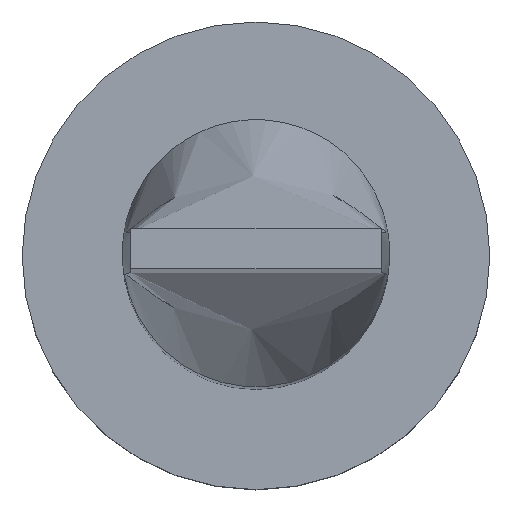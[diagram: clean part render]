
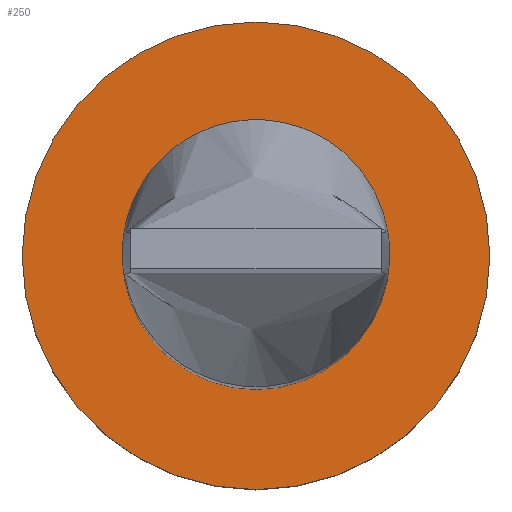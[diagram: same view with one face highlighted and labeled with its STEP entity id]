
A CAD part, top view. The second image highlights one B-rep face of the part: STEP entity #250.
In plain terms, the highlighted planar face has unit normal (0, 0, 1).
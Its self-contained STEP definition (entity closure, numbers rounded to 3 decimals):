
#9 = VERTEX_POINT ( 'NONE', #192 ) ;
#18 = AXIS2_PLACEMENT_3D ( 'NONE', #345, #313, #475 ) ;
#25 = AXIS2_PLACEMENT_3D ( 'NONE', #485, #89, #265 ) ;
#28 = CARTESIAN_POINT ( 'NONE',  ( 0., 0., 5. ) ) ;
#43 = EDGE_LOOP ( 'NONE', ( #450, #220 ) ) ;
#78 = CARTESIAN_POINT ( 'NONE',  ( -4., 0., 5. ) ) ;
#89 = DIRECTION ( 'NONE',  ( 0., 0., 1. ) ) ;
#97 = CARTESIAN_POINT ( 'NONE',  ( 7., 0., 5. ) ) ;
#102 = EDGE_CURVE ( 'NONE', #495, #434, #351, .T. ) ;
#112 = CIRCLE ( 'NONE', #234, 4. ) ;
#188 = ORIENTED_EDGE ( 'NONE', *, *, #412, .T. ) ;
#192 = CARTESIAN_POINT ( 'NONE',  ( -7., 0., 5. ) ) ;
#215 = PLANE ( 'NONE',  #18 ) ;
#220 = ORIENTED_EDGE ( 'NONE', *, *, #462, .F. ) ;
#232 = DIRECTION ( 'NONE',  ( 0., 0., 1. ) ) ;
#234 = AXIS2_PLACEMENT_3D ( 'NONE', #530, #440, #308 ) ;
#250 = ADVANCED_FACE ( 'NONE', ( #529, #439 ), #215, .T. ) ;
#265 = DIRECTION ( 'NONE',  ( 1., 0., 0. ) ) ;
#283 = EDGE_CURVE ( 'NONE', #9, #572, #559, .T. ) ;
#308 = DIRECTION ( 'NONE',  ( 1., 0., 0. ) ) ;
#312 = ORIENTED_EDGE ( 'NONE', *, *, #283, .T. ) ;
#313 = DIRECTION ( 'NONE',  ( 0., 0., 1. ) ) ;
#345 = CARTESIAN_POINT ( 'NONE',  ( 0., 0., 5. ) ) ;
#351 = CIRCLE ( 'NONE', #443, 4. ) ;
#366 = CIRCLE ( 'NONE', #374, 7. ) ;
#374 = AXIS2_PLACEMENT_3D ( 'NONE', #542, #232, #540 ) ;
#385 = DIRECTION ( 'NONE',  ( 0., 0., 1. ) ) ;
#412 = EDGE_CURVE ( 'NONE', #572, #9, #366, .T. ) ;
#434 = VERTEX_POINT ( 'NONE', #503 ) ;
#439 = FACE_OUTER_BOUND ( 'NONE', #499, .T. ) ;
#440 = DIRECTION ( 'NONE',  ( 0., 0., 1. ) ) ;
#443 = AXIS2_PLACEMENT_3D ( 'NONE', #28, #385, #557 ) ;
#450 = ORIENTED_EDGE ( 'NONE', *, *, #102, .F. ) ;
#462 = EDGE_CURVE ( 'NONE', #434, #495, #112, .T. ) ;
#475 = DIRECTION ( 'NONE',  ( 1., 0., 0. ) ) ;
#485 = CARTESIAN_POINT ( 'NONE',  ( 0., 0., 5. ) ) ;
#495 = VERTEX_POINT ( 'NONE', #78 ) ;
#499 = EDGE_LOOP ( 'NONE', ( #312, #188 ) ) ;
#503 = CARTESIAN_POINT ( 'NONE',  ( 4., 0., 5. ) ) ;
#529 = FACE_BOUND ( 'NONE', #43, .T. ) ;
#530 = CARTESIAN_POINT ( 'NONE',  ( 0., 0., 5. ) ) ;
#540 = DIRECTION ( 'NONE',  ( 1., 0., 0. ) ) ;
#542 = CARTESIAN_POINT ( 'NONE',  ( 0., 0., 5. ) ) ;
#557 = DIRECTION ( 'NONE',  ( 1., 0., 0. ) ) ;
#559 = CIRCLE ( 'NONE', #25, 7. ) ;
#572 = VERTEX_POINT ( 'NONE', #97 ) ;
